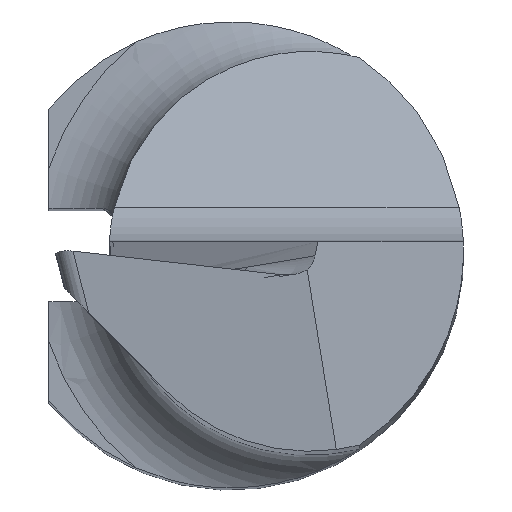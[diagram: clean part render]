
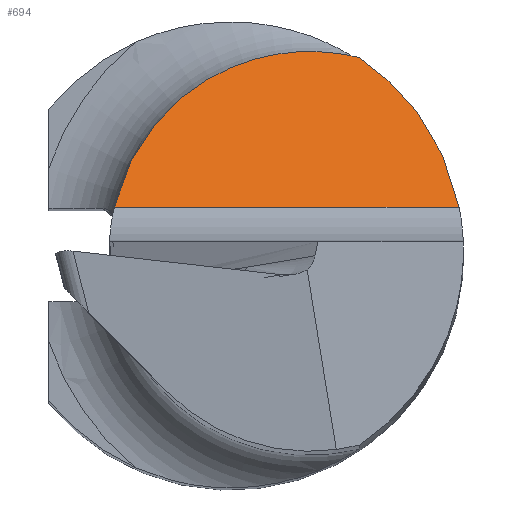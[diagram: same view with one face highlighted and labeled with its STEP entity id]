
A CAD part, top view. The second image highlights one B-rep face of the part: STEP entity #694.
In plain terms, the highlighted planar face has unit normal (0, 0.766, 0.643).
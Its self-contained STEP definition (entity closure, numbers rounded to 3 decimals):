
#5 = CARTESIAN_POINT ( 'NONE',  ( 1.949, 1.707, 34.53 ) ) ;
#30 = CARTESIAN_POINT ( 'NONE',  ( 0.135, 2.402, 33.702 ) ) ;
#87 = ORIENTED_EDGE ( 'NONE', *, *, #725, .F. ) ;
#127 = EDGE_LOOP ( 'NONE', ( #949, #294, #87 ) ) ;
#180 = EDGE_CURVE ( 'NONE', #763, #195, #755, .T. ) ;
#195 = VERTEX_POINT ( 'NONE', #354 ) ;
#217 = PLANE ( 'NONE',  #1157 ) ;
#277 = DIRECTION ( 'NONE',  ( 0., 0.643, -0.766 ) ) ;
#294 = ORIENTED_EDGE ( 'NONE', *, *, #1166, .T. ) ;
#354 = CARTESIAN_POINT ( 'NONE',  ( -1.247, 0.474, 35.999 ) ) ;
#366 =( BOUNDED_CURVE ( )  B_SPLINE_CURVE ( 3, ( #1148, #1217, #5, #567 ),
 .UNSPECIFIED., .F., .F. ) 
 B_SPLINE_CURVE_WITH_KNOTS ( ( 4, 4 ),
 ( 4.903, 5.697 ),
 .UNSPECIFIED. ) 
 CURVE ( )  GEOMETRIC_REPRESENTATION_ITEM ( )  RATIONAL_B_SPLINE_CURVE ( ( 1., 0.948, 0.948, 1. ) ) 
 REPRESENTATION_ITEM ( '' )  );
#385 = VECTOR ( 'NONE', #1120, 1000. ) ;
#404 = CARTESIAN_POINT ( 'NONE',  ( -1.247, 0.474, 35.999 ) ) ;
#501 = CARTESIAN_POINT ( 'NONE',  ( -0.963, 1.73, 34.503 ) ) ;
#561 = FACE_OUTER_BOUND ( 'NONE', #127, .T. ) ;
#567 = CARTESIAN_POINT ( 'NONE',  ( 1.382, 2.083, 34.082 ) ) ;
#580 =( BOUNDED_CURVE ( )  B_SPLINE_CURVE ( 3, ( #404, #501, #30, #1165 ),
 .UNSPECIFIED., .F., .F. ) 
 B_SPLINE_CURVE_WITH_KNOTS ( ( 4, 4 ),
 ( 4.935, 6.533 ),
 .UNSPECIFIED. ) 
 CURVE ( )  GEOMETRIC_REPRESENTATION_ITEM ( )  RATIONAL_B_SPLINE_CURVE ( ( 1., 0.798, 0.798, 1. ) ) 
 REPRESENTATION_ITEM ( '' )  );
#694 = ADVANCED_FACE ( 'NONE', ( #561 ), #217, .F. ) ;
#710 = DIRECTION ( 'NONE',  ( 0., -0.766, -0.643 ) ) ;
#725 = EDGE_CURVE ( 'NONE', #195, #974, #580, .T. ) ;
#755 = LINE ( 'NONE', #1193, #385 ) ;
#763 = VERTEX_POINT ( 'NONE', #1058 ) ;
#802 = CARTESIAN_POINT ( 'NONE',  ( 2.5, 0.474, 35.999 ) ) ;
#949 = ORIENTED_EDGE ( 'NONE', *, *, #180, .F. ) ;
#974 = VERTEX_POINT ( 'NONE', #983 ) ;
#983 = CARTESIAN_POINT ( 'NONE',  ( 1.382, 2.083, 34.082 ) ) ;
#1058 = CARTESIAN_POINT ( 'NONE',  ( 2.455, 0.474, 35.999 ) ) ;
#1120 = DIRECTION ( 'NONE',  ( -1., 0., 0. ) ) ;
#1148 = CARTESIAN_POINT ( 'NONE',  ( 2.455, 0.474, 35.999 ) ) ;
#1157 = AXIS2_PLACEMENT_3D ( 'NONE', #802, #710, #277 ) ;
#1165 = CARTESIAN_POINT ( 'NONE',  ( 1.382, 2.083, 34.082 ) ) ;
#1166 = EDGE_CURVE ( 'NONE', #763, #974, #366, .T. ) ;
#1193 = CARTESIAN_POINT ( 'NONE',  ( 2.5, 0.474, 35.999 ) ) ;
#1217 = CARTESIAN_POINT ( 'NONE',  ( 2.326, 1.142, 35.204 ) ) ;
